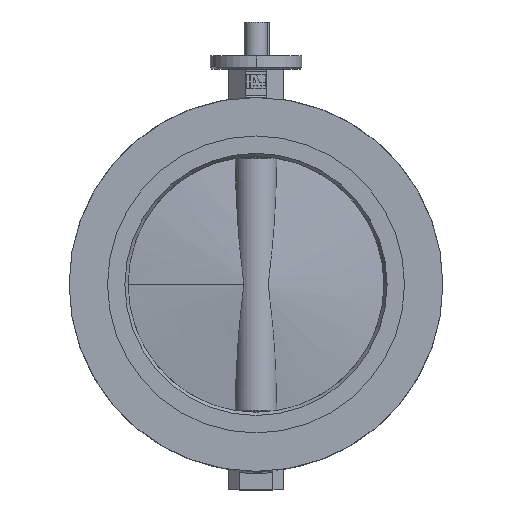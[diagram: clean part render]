
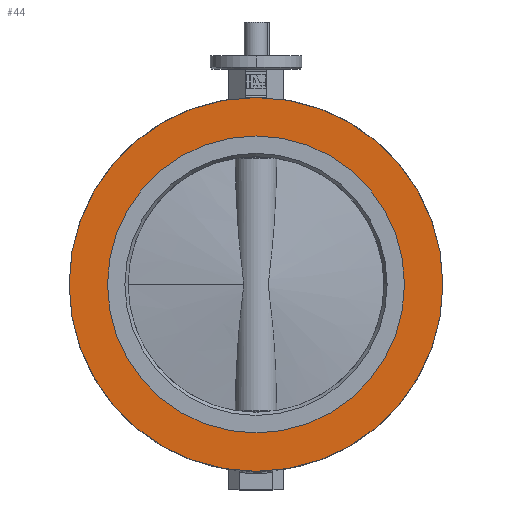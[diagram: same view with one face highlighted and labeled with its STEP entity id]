
A CAD part, top view. The second image highlights one B-rep face of the part: STEP entity #44.
In plain terms, the highlighted planar face has unit normal (0, 0, 1).
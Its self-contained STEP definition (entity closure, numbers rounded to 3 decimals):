
#44 = ADVANCED_FACE ( 'NONE', ( #1989, #1993 ), #1235, .T. ) ;
#517 = VERTEX_POINT ( 'NONE', #4243 ) ;
#950 = CIRCLE ( 'NONE', #4774, 284. ) ;
#1233 = DIRECTION ( 'NONE',  ( 1., 0., 0. ) ) ;
#1235 = PLANE ( 'NONE',  #2104 ) ;
#1236 = CARTESIAN_POINT ( 'NONE',  ( -100., 295.012, 63. ) ) ;
#1239 = DIRECTION ( 'NONE',  ( 0., 0., 1. ) ) ;
#1372 = CARTESIAN_POINT ( 'NONE',  ( 0., 0., 63. ) ) ;
#1373 = DIRECTION ( 'NONE',  ( 0., 0., 1. ) ) ;
#1374 = DIRECTION ( 'NONE',  ( 1., 0., 0. ) ) ;
#1838 = VERTEX_POINT ( 'NONE', #4312 ) ;
#1989 = FACE_BOUND ( 'NONE', #2775, .T. ) ;
#1993 = FACE_OUTER_BOUND ( 'NONE', #2719, .T. ) ;
#2104 = AXIS2_PLACEMENT_3D ( 'NONE', #1236, #1239, #1233 ) ;
#2216 = AXIS2_PLACEMENT_3D ( 'NONE', #4423, #4424, #4425 ) ;
#2237 = AXIS2_PLACEMENT_3D ( 'NONE', #4567, #4568, #4569 ) ;
#2564 = ORIENTED_EDGE ( 'NONE', *, *, #3172, .F. ) ;
#2565 = ORIENTED_EDGE ( 'NONE', *, *, #4046, .F. ) ;
#2566 = ORIENTED_EDGE ( 'NONE', *, *, #3150, .T. ) ;
#2567 = ORIENTED_EDGE ( 'NONE', *, *, #3092, .T. ) ;
#2719 = EDGE_LOOP ( 'NONE', ( #2566, #2567 ) ) ;
#2775 = EDGE_LOOP ( 'NONE', ( #2564, #2565 ) ) ;
#2823 = VERTEX_POINT ( 'NONE', #4386 ) ;
#2824 = VERTEX_POINT ( 'NONE', #4387 ) ;
#2914 = CARTESIAN_POINT ( 'NONE',  ( 0., 0., 63. ) ) ;
#2915 = DIRECTION ( 'NONE',  ( 0., 0., 1. ) ) ;
#2916 = DIRECTION ( 'NONE',  ( 1., 0., 0. ) ) ;
#3092 = EDGE_CURVE ( 'NONE', #1838, #517, #3437, .T. ) ;
#3150 = EDGE_CURVE ( 'NONE', #517, #1838, #3523, .T. ) ;
#3172 = EDGE_CURVE ( 'NONE', #2824, #2823, #3538, .T. ) ;
#3325 = AXIS2_PLACEMENT_3D ( 'NONE', #1372, #1373, #1374 ) ;
#3437 = CIRCLE ( 'NONE', #2216, 357.5 ) ;
#3523 = CIRCLE ( 'NONE', #2237, 357.5 ) ;
#3538 = CIRCLE ( 'NONE', #3325, 284. ) ;
#4046 = EDGE_CURVE ( 'NONE', #2823, #2824, #950, .T. ) ;
#4243 = CARTESIAN_POINT ( 'NONE',  ( -357.5, 0., 63. ) ) ;
#4312 = CARTESIAN_POINT ( 'NONE',  ( 357.5, 0., 63. ) ) ;
#4386 = CARTESIAN_POINT ( 'NONE',  ( -284., 0., 63. ) ) ;
#4387 = CARTESIAN_POINT ( 'NONE',  ( 284., 0., 63. ) ) ;
#4423 = CARTESIAN_POINT ( 'NONE',  ( 0., 0., 63. ) ) ;
#4424 = DIRECTION ( 'NONE',  ( 0., 0., 1. ) ) ;
#4425 = DIRECTION ( 'NONE',  ( 1., 0., 0. ) ) ;
#4567 = CARTESIAN_POINT ( 'NONE',  ( 0., 0., 63. ) ) ;
#4568 = DIRECTION ( 'NONE',  ( 0., 0., 1. ) ) ;
#4569 = DIRECTION ( 'NONE',  ( 1., 0., 0. ) ) ;
#4774 = AXIS2_PLACEMENT_3D ( 'NONE', #2914, #2915, #2916 ) ;
